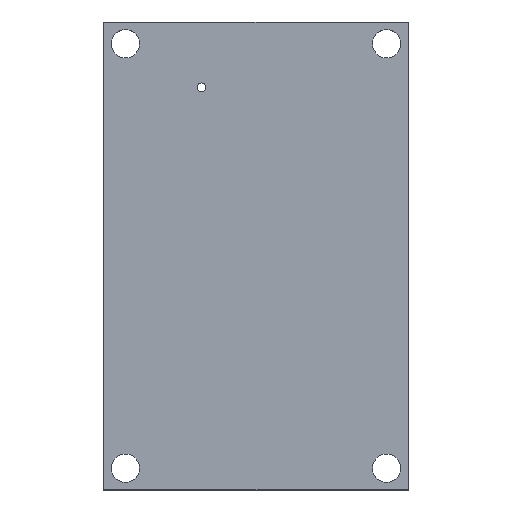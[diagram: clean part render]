
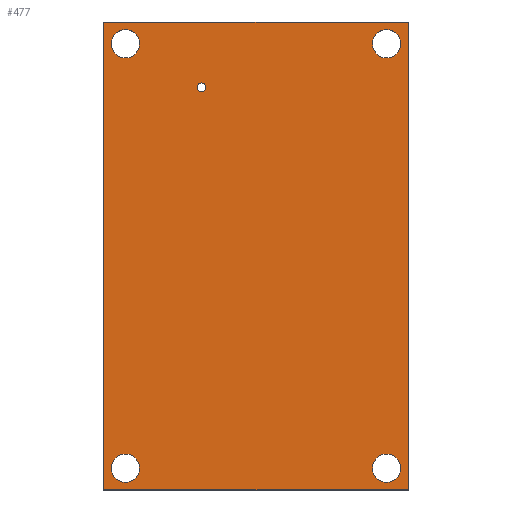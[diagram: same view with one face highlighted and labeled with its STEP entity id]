
A CAD part, top view. The second image highlights one B-rep face of the part: STEP entity #477.
In plain terms, the highlighted planar face has unit normal (0, 0, 1).
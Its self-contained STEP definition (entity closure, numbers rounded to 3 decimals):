
#35 = VERTEX_POINT('',#36);
#36 = CARTESIAN_POINT('',(130.721,-77.699,1.6));
#43 = PLANE('',#44);
#44 = AXIS2_PLACEMENT_3D('',#45,#46,#47);
#45 = CARTESIAN_POINT('',(130.721,-77.699,0.));
#46 = DIRECTION('',(1.,0.,-0.));
#47 = DIRECTION('',(0.,-1.,0.));
#55 = PLANE('',#56);
#56 = AXIS2_PLACEMENT_3D('',#57,#58,#59);
#57 = CARTESIAN_POINT('',(166.281,-77.699,0.));
#58 = DIRECTION('',(0.,-1.,0.));
#59 = DIRECTION('',(-1.,0.,0.));
#67 = EDGE_CURVE('',#35,#68,#70,.T.);
#68 = VERTEX_POINT('',#69);
#69 = CARTESIAN_POINT('',(130.721,-132.309,1.6));
#70 = SURFACE_CURVE('',#71,(#75,#82),.PCURVE_S1.);
#71 = LINE('',#72,#73);
#72 = CARTESIAN_POINT('',(130.721,-77.699,1.6));
#73 = VECTOR('',#74,1.);
#74 = DIRECTION('',(0.,-1.,0.));
#75 = PCURVE('',#43,#76);
#76 = DEFINITIONAL_REPRESENTATION('',(#77),#81);
#77 = LINE('',#78,#79);
#78 = CARTESIAN_POINT('',(0.,-1.6));
#79 = VECTOR('',#80,1.);
#80 = DIRECTION('',(1.,0.));
#81 = ( GEOMETRIC_REPRESENTATION_CONTEXT(2) 
PARAMETRIC_REPRESENTATION_CONTEXT() REPRESENTATION_CONTEXT('2D SPACE',''
  ) );
#82 = PCURVE('',#83,#88);
#83 = PLANE('',#84);
#84 = AXIS2_PLACEMENT_3D('',#85,#86,#87);
#85 = CARTESIAN_POINT('',(148.501,-105.004,1.6));
#86 = DIRECTION('',(0.,0.,1.));
#87 = DIRECTION('',(1.,0.,-0.));
#88 = DEFINITIONAL_REPRESENTATION('',(#89),#93);
#89 = LINE('',#90,#91);
#90 = CARTESIAN_POINT('',(-17.78,27.305));
#91 = VECTOR('',#92,1.);
#92 = DIRECTION('',(0.,-1.));
#93 = ( GEOMETRIC_REPRESENTATION_CONTEXT(2) 
PARAMETRIC_REPRESENTATION_CONTEXT() REPRESENTATION_CONTEXT('2D SPACE',''
  ) );
#111 = PLANE('',#112);
#112 = AXIS2_PLACEMENT_3D('',#113,#114,#115);
#113 = CARTESIAN_POINT('',(130.721,-132.309,0.));
#114 = DIRECTION('',(0.,1.,0.));
#115 = DIRECTION('',(1.,0.,0.));
#155 = VERTEX_POINT('',#156);
#156 = CARTESIAN_POINT('',(166.281,-77.699,1.6));
#170 = PLANE('',#171);
#171 = AXIS2_PLACEMENT_3D('',#172,#173,#174);
#172 = CARTESIAN_POINT('',(166.281,-132.309,0.));
#173 = DIRECTION('',(-1.,0.,0.));
#174 = DIRECTION('',(0.,1.,0.));
#182 = EDGE_CURVE('',#155,#35,#183,.T.);
#183 = SURFACE_CURVE('',#184,(#188,#195),.PCURVE_S1.);
#184 = LINE('',#185,#186);
#185 = CARTESIAN_POINT('',(166.281,-77.699,1.6));
#186 = VECTOR('',#187,1.);
#187 = DIRECTION('',(-1.,0.,0.));
#188 = PCURVE('',#55,#189);
#189 = DEFINITIONAL_REPRESENTATION('',(#190),#194);
#190 = LINE('',#191,#192);
#191 = CARTESIAN_POINT('',(0.,-1.6));
#192 = VECTOR('',#193,1.);
#193 = DIRECTION('',(1.,0.));
#194 = ( GEOMETRIC_REPRESENTATION_CONTEXT(2) 
PARAMETRIC_REPRESENTATION_CONTEXT() REPRESENTATION_CONTEXT('2D SPACE',''
  ) );
#195 = PCURVE('',#83,#196);
#196 = DEFINITIONAL_REPRESENTATION('',(#197),#201);
#197 = LINE('',#198,#199);
#198 = CARTESIAN_POINT('',(17.78,27.305));
#199 = VECTOR('',#200,1.);
#200 = DIRECTION('',(-1.,0.));
#201 = ( GEOMETRIC_REPRESENTATION_CONTEXT(2) 
PARAMETRIC_REPRESENTATION_CONTEXT() REPRESENTATION_CONTEXT('2D SPACE',''
  ) );
#229 = EDGE_CURVE('',#68,#230,#232,.T.);
#230 = VERTEX_POINT('',#231);
#231 = CARTESIAN_POINT('',(166.281,-132.309,1.6));
#232 = SURFACE_CURVE('',#233,(#237,#244),.PCURVE_S1.);
#233 = LINE('',#234,#235);
#234 = CARTESIAN_POINT('',(130.721,-132.309,1.6));
#235 = VECTOR('',#236,1.);
#236 = DIRECTION('',(1.,0.,0.));
#237 = PCURVE('',#111,#238);
#238 = DEFINITIONAL_REPRESENTATION('',(#239),#243);
#239 = LINE('',#240,#241);
#240 = CARTESIAN_POINT('',(0.,-1.6));
#241 = VECTOR('',#242,1.);
#242 = DIRECTION('',(1.,0.));
#243 = ( GEOMETRIC_REPRESENTATION_CONTEXT(2) 
PARAMETRIC_REPRESENTATION_CONTEXT() REPRESENTATION_CONTEXT('2D SPACE',''
  ) );
#244 = PCURVE('',#83,#245);
#245 = DEFINITIONAL_REPRESENTATION('',(#246),#250);
#246 = LINE('',#247,#248);
#247 = CARTESIAN_POINT('',(-17.78,-27.305));
#248 = VECTOR('',#249,1.);
#249 = DIRECTION('',(1.,0.));
#250 = ( GEOMETRIC_REPRESENTATION_CONTEXT(2) 
PARAMETRIC_REPRESENTATION_CONTEXT() REPRESENTATION_CONTEXT('2D SPACE',''
  ) );
#342 = CYLINDRICAL_SURFACE('',#343,1.651);
#343 = AXIS2_PLACEMENT_3D('',#344,#345,#346);
#344 = CARTESIAN_POINT('',(133.261,-129.769,-0.8));
#345 = DIRECTION('',(0.,0.,1.));
#346 = DIRECTION('',(1.,0.,-0.));
#373 = CYLINDRICAL_SURFACE('',#374,1.651);
#374 = AXIS2_PLACEMENT_3D('',#375,#376,#377);
#375 = CARTESIAN_POINT('',(163.741,-129.769,-0.8));
#376 = DIRECTION('',(0.,0.,1.));
#377 = DIRECTION('',(1.,0.,-0.));
#404 = CYLINDRICAL_SURFACE('',#405,1.651);
#405 = AXIS2_PLACEMENT_3D('',#406,#407,#408);
#406 = CARTESIAN_POINT('',(133.261,-80.239,-0.8));
#407 = DIRECTION('',(0.,0.,1.));
#408 = DIRECTION('',(1.,0.,-0.));
#435 = CYLINDRICAL_SURFACE('',#436,0.508);
#436 = AXIS2_PLACEMENT_3D('',#437,#438,#439);
#437 = CARTESIAN_POINT('',(142.151,-85.319,-0.8));
#438 = DIRECTION('',(0.,0.,1.));
#439 = DIRECTION('',(1.,0.,-0.));
#466 = CYLINDRICAL_SURFACE('',#467,1.651);
#467 = AXIS2_PLACEMENT_3D('',#468,#469,#470);
#468 = CARTESIAN_POINT('',(163.741,-80.239,-0.8));
#469 = DIRECTION('',(0.,0.,1.));
#470 = DIRECTION('',(1.,0.,-0.));
#477 = ADVANCED_FACE('',(#478,#504,#530,#556,#582,#608),#83,.T.);
#478 = FACE_BOUND('',#479,.T.);
#479 = EDGE_LOOP('',(#480,#481,#482,#503));
#480 = ORIENTED_EDGE('',*,*,#67,.T.);
#481 = ORIENTED_EDGE('',*,*,#229,.T.);
#482 = ORIENTED_EDGE('',*,*,#483,.T.);
#483 = EDGE_CURVE('',#230,#155,#484,.T.);
#484 = SURFACE_CURVE('',#485,(#489,#496),.PCURVE_S1.);
#485 = LINE('',#486,#487);
#486 = CARTESIAN_POINT('',(166.281,-132.309,1.6));
#487 = VECTOR('',#488,1.);
#488 = DIRECTION('',(0.,1.,0.));
#489 = PCURVE('',#83,#490);
#490 = DEFINITIONAL_REPRESENTATION('',(#491),#495);
#491 = LINE('',#492,#493);
#492 = CARTESIAN_POINT('',(17.78,-27.305));
#493 = VECTOR('',#494,1.);
#494 = DIRECTION('',(0.,1.));
#495 = ( GEOMETRIC_REPRESENTATION_CONTEXT(2) 
PARAMETRIC_REPRESENTATION_CONTEXT() REPRESENTATION_CONTEXT('2D SPACE',''
  ) );
#496 = PCURVE('',#170,#497);
#497 = DEFINITIONAL_REPRESENTATION('',(#498),#502);
#498 = LINE('',#499,#500);
#499 = CARTESIAN_POINT('',(0.,-1.6));
#500 = VECTOR('',#501,1.);
#501 = DIRECTION('',(1.,0.));
#502 = ( GEOMETRIC_REPRESENTATION_CONTEXT(2) 
PARAMETRIC_REPRESENTATION_CONTEXT() REPRESENTATION_CONTEXT('2D SPACE',''
  ) );
#503 = ORIENTED_EDGE('',*,*,#182,.T.);
#504 = FACE_BOUND('',#505,.T.);
#505 = EDGE_LOOP('',(#506));
#506 = ORIENTED_EDGE('',*,*,#507,.F.);
#507 = EDGE_CURVE('',#508,#508,#510,.T.);
#508 = VERTEX_POINT('',#509);
#509 = CARTESIAN_POINT('',(134.912,-129.769,1.6));
#510 = SURFACE_CURVE('',#511,(#516,#523),.PCURVE_S1.);
#511 = CIRCLE('',#512,1.651);
#512 = AXIS2_PLACEMENT_3D('',#513,#514,#515);
#513 = CARTESIAN_POINT('',(133.261,-129.769,1.6));
#514 = DIRECTION('',(0.,0.,1.));
#515 = DIRECTION('',(1.,0.,-0.));
#516 = PCURVE('',#83,#517);
#517 = DEFINITIONAL_REPRESENTATION('',(#518),#522);
#518 = CIRCLE('',#519,1.651);
#519 = AXIS2_PLACEMENT_2D('',#520,#521);
#520 = CARTESIAN_POINT('',(-15.24,-24.765));
#521 = DIRECTION('',(1.,0.));
#522 = ( GEOMETRIC_REPRESENTATION_CONTEXT(2) 
PARAMETRIC_REPRESENTATION_CONTEXT() REPRESENTATION_CONTEXT('2D SPACE',''
  ) );
#523 = PCURVE('',#342,#524);
#524 = DEFINITIONAL_REPRESENTATION('',(#525),#529);
#525 = LINE('',#526,#527);
#526 = CARTESIAN_POINT('',(0.,2.4));
#527 = VECTOR('',#528,1.);
#528 = DIRECTION('',(1.,0.));
#529 = ( GEOMETRIC_REPRESENTATION_CONTEXT(2) 
PARAMETRIC_REPRESENTATION_CONTEXT() REPRESENTATION_CONTEXT('2D SPACE',''
  ) );
#530 = FACE_BOUND('',#531,.T.);
#531 = EDGE_LOOP('',(#532));
#532 = ORIENTED_EDGE('',*,*,#533,.F.);
#533 = EDGE_CURVE('',#534,#534,#536,.T.);
#534 = VERTEX_POINT('',#535);
#535 = CARTESIAN_POINT('',(165.392,-129.769,1.6));
#536 = SURFACE_CURVE('',#537,(#542,#549),.PCURVE_S1.);
#537 = CIRCLE('',#538,1.651);
#538 = AXIS2_PLACEMENT_3D('',#539,#540,#541);
#539 = CARTESIAN_POINT('',(163.741,-129.769,1.6));
#540 = DIRECTION('',(0.,0.,1.));
#541 = DIRECTION('',(1.,0.,-0.));
#542 = PCURVE('',#83,#543);
#543 = DEFINITIONAL_REPRESENTATION('',(#544),#548);
#544 = CIRCLE('',#545,1.651);
#545 = AXIS2_PLACEMENT_2D('',#546,#547);
#546 = CARTESIAN_POINT('',(15.24,-24.765));
#547 = DIRECTION('',(1.,0.));
#548 = ( GEOMETRIC_REPRESENTATION_CONTEXT(2) 
PARAMETRIC_REPRESENTATION_CONTEXT() REPRESENTATION_CONTEXT('2D SPACE',''
  ) );
#549 = PCURVE('',#373,#550);
#550 = DEFINITIONAL_REPRESENTATION('',(#551),#555);
#551 = LINE('',#552,#553);
#552 = CARTESIAN_POINT('',(0.,2.4));
#553 = VECTOR('',#554,1.);
#554 = DIRECTION('',(1.,0.));
#555 = ( GEOMETRIC_REPRESENTATION_CONTEXT(2) 
PARAMETRIC_REPRESENTATION_CONTEXT() REPRESENTATION_CONTEXT('2D SPACE',''
  ) );
#556 = FACE_BOUND('',#557,.T.);
#557 = EDGE_LOOP('',(#558));
#558 = ORIENTED_EDGE('',*,*,#559,.F.);
#559 = EDGE_CURVE('',#560,#560,#562,.T.);
#560 = VERTEX_POINT('',#561);
#561 = CARTESIAN_POINT('',(134.912,-80.239,1.6));
#562 = SURFACE_CURVE('',#563,(#568,#575),.PCURVE_S1.);
#563 = CIRCLE('',#564,1.651);
#564 = AXIS2_PLACEMENT_3D('',#565,#566,#567);
#565 = CARTESIAN_POINT('',(133.261,-80.239,1.6));
#566 = DIRECTION('',(0.,0.,1.));
#567 = DIRECTION('',(1.,0.,-0.));
#568 = PCURVE('',#83,#569);
#569 = DEFINITIONAL_REPRESENTATION('',(#570),#574);
#570 = CIRCLE('',#571,1.651);
#571 = AXIS2_PLACEMENT_2D('',#572,#573);
#572 = CARTESIAN_POINT('',(-15.24,24.765));
#573 = DIRECTION('',(1.,0.));
#574 = ( GEOMETRIC_REPRESENTATION_CONTEXT(2) 
PARAMETRIC_REPRESENTATION_CONTEXT() REPRESENTATION_CONTEXT('2D SPACE',''
  ) );
#575 = PCURVE('',#404,#576);
#576 = DEFINITIONAL_REPRESENTATION('',(#577),#581);
#577 = LINE('',#578,#579);
#578 = CARTESIAN_POINT('',(0.,2.4));
#579 = VECTOR('',#580,1.);
#580 = DIRECTION('',(1.,0.));
#581 = ( GEOMETRIC_REPRESENTATION_CONTEXT(2) 
PARAMETRIC_REPRESENTATION_CONTEXT() REPRESENTATION_CONTEXT('2D SPACE',''
  ) );
#582 = FACE_BOUND('',#583,.T.);
#583 = EDGE_LOOP('',(#584));
#584 = ORIENTED_EDGE('',*,*,#585,.F.);
#585 = EDGE_CURVE('',#586,#586,#588,.T.);
#586 = VERTEX_POINT('',#587);
#587 = CARTESIAN_POINT('',(142.659,-85.319,1.6));
#588 = SURFACE_CURVE('',#589,(#594,#601),.PCURVE_S1.);
#589 = CIRCLE('',#590,0.508);
#590 = AXIS2_PLACEMENT_3D('',#591,#592,#593);
#591 = CARTESIAN_POINT('',(142.151,-85.319,1.6));
#592 = DIRECTION('',(0.,0.,1.));
#593 = DIRECTION('',(1.,0.,-0.));
#594 = PCURVE('',#83,#595);
#595 = DEFINITIONAL_REPRESENTATION('',(#596),#600);
#596 = CIRCLE('',#597,0.508);
#597 = AXIS2_PLACEMENT_2D('',#598,#599);
#598 = CARTESIAN_POINT('',(-6.35,19.684));
#599 = DIRECTION('',(1.,0.));
#600 = ( GEOMETRIC_REPRESENTATION_CONTEXT(2) 
PARAMETRIC_REPRESENTATION_CONTEXT() REPRESENTATION_CONTEXT('2D SPACE',''
  ) );
#601 = PCURVE('',#435,#602);
#602 = DEFINITIONAL_REPRESENTATION('',(#603),#607);
#603 = LINE('',#604,#605);
#604 = CARTESIAN_POINT('',(0.,2.4));
#605 = VECTOR('',#606,1.);
#606 = DIRECTION('',(1.,0.));
#607 = ( GEOMETRIC_REPRESENTATION_CONTEXT(2) 
PARAMETRIC_REPRESENTATION_CONTEXT() REPRESENTATION_CONTEXT('2D SPACE',''
  ) );
#608 = FACE_BOUND('',#609,.T.);
#609 = EDGE_LOOP('',(#610));
#610 = ORIENTED_EDGE('',*,*,#611,.F.);
#611 = EDGE_CURVE('',#612,#612,#614,.T.);
#612 = VERTEX_POINT('',#613);
#613 = CARTESIAN_POINT('',(165.392,-80.239,1.6));
#614 = SURFACE_CURVE('',#615,(#620,#627),.PCURVE_S1.);
#615 = CIRCLE('',#616,1.651);
#616 = AXIS2_PLACEMENT_3D('',#617,#618,#619);
#617 = CARTESIAN_POINT('',(163.741,-80.239,1.6));
#618 = DIRECTION('',(0.,0.,1.));
#619 = DIRECTION('',(1.,0.,-0.));
#620 = PCURVE('',#83,#621);
#621 = DEFINITIONAL_REPRESENTATION('',(#622),#626);
#622 = CIRCLE('',#623,1.651);
#623 = AXIS2_PLACEMENT_2D('',#624,#625);
#624 = CARTESIAN_POINT('',(15.24,24.765));
#625 = DIRECTION('',(1.,0.));
#626 = ( GEOMETRIC_REPRESENTATION_CONTEXT(2) 
PARAMETRIC_REPRESENTATION_CONTEXT() REPRESENTATION_CONTEXT('2D SPACE',''
  ) );
#627 = PCURVE('',#466,#628);
#628 = DEFINITIONAL_REPRESENTATION('',(#629),#633);
#629 = LINE('',#630,#631);
#630 = CARTESIAN_POINT('',(0.,2.4));
#631 = VECTOR('',#632,1.);
#632 = DIRECTION('',(1.,0.));
#633 = ( GEOMETRIC_REPRESENTATION_CONTEXT(2) 
PARAMETRIC_REPRESENTATION_CONTEXT() REPRESENTATION_CONTEXT('2D SPACE',''
  ) );
